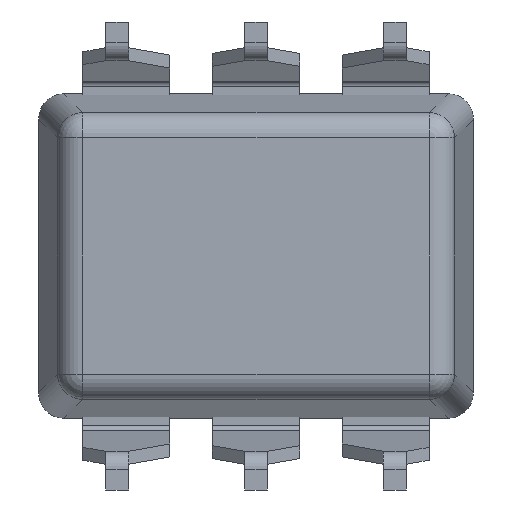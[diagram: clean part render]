
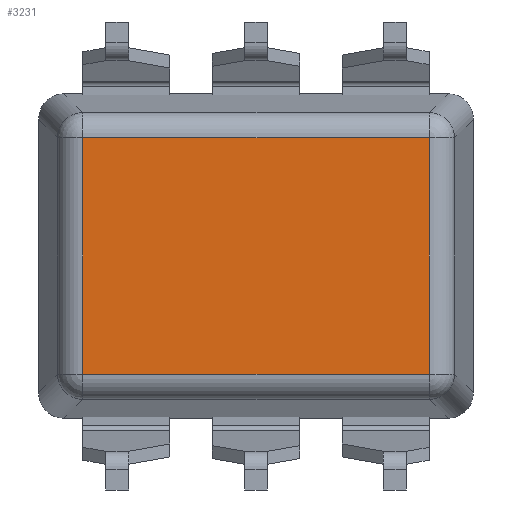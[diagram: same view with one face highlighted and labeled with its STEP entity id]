
A CAD part, front view. The second image highlights one B-rep face of the part: STEP entity #3231.
In plain terms, the highlighted planar face has unit normal (0, -1, 0).
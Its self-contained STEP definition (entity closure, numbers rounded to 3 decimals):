
#212 = VECTOR ( 'NONE', #3495, 1000. ) ;
#340 = LINE ( 'NONE', #5167, #212 ) ;
#586 = LINE ( 'NONE', #4972, #3805 ) ;
#808 = CARTESIAN_POINT ( 'NONE',  ( 4.255, 0.38, 2.316 ) ) ;
#927 = CARTESIAN_POINT ( 'NONE',  ( 4.255, 0.38, -2.736 ) ) ;
#1198 = CARTESIAN_POINT ( 'NONE',  ( -3.396, 0.38, -2.316 ) ) ;
#1359 = DIRECTION ( 'NONE',  ( 0., 0., 1. ) ) ;
#1369 = VERTEX_POINT ( 'NONE', #1394 ) ;
#1394 = CARTESIAN_POINT ( 'NONE',  ( 3.396, 0.38, 2.316 ) ) ;
#1499 = VECTOR ( 'NONE', #3837, 1000. ) ;
#1581 = CARTESIAN_POINT ( 'NONE',  ( -3.396, 0.38, 2.316 ) ) ;
#1653 = CARTESIAN_POINT ( 'NONE',  ( 3.396, 0.38, -2.316 ) ) ;
#1685 = ORIENTED_EDGE ( 'NONE', *, *, #4277, .T. ) ;
#1775 = EDGE_LOOP ( 'NONE', ( #1685, #3386, #4643, #3951 ) ) ;
#2418 = DIRECTION ( 'NONE',  ( 0., 0., 1. ) ) ;
#2849 = VERTEX_POINT ( 'NONE', #1581 ) ;
#2897 = VERTEX_POINT ( 'NONE', #1653 ) ;
#2937 = CARTESIAN_POINT ( 'NONE',  ( -3.396, 0.38, -2.736 ) ) ;
#3231 = ADVANCED_FACE ( 'NONE', ( #4776 ), #4363, .F. ) ;
#3377 = DIRECTION ( 'NONE',  ( 0., 0., -1. ) ) ;
#3386 = ORIENTED_EDGE ( 'NONE', *, *, #4659, .T. ) ;
#3495 = DIRECTION ( 'NONE',  ( 1., 0., 0. ) ) ;
#3599 = VECTOR ( 'NONE', #3377, 1000. ) ;
#3805 = VECTOR ( 'NONE', #2418, 1000. ) ;
#3837 = DIRECTION ( 'NONE',  ( -1., 0., 0. ) ) ;
#3940 = AXIS2_PLACEMENT_3D ( 'NONE', #927, #3952, #1359 ) ;
#3951 = ORIENTED_EDGE ( 'NONE', *, *, #4672, .T. ) ;
#3952 = DIRECTION ( 'NONE',  ( 0., 1., 0. ) ) ;
#4277 = EDGE_CURVE ( 'NONE', #2897, #1369, #586, .T. ) ;
#4363 = PLANE ( 'NONE',  #3940 ) ;
#4643 = ORIENTED_EDGE ( 'NONE', *, *, #5061, .T. ) ;
#4659 = EDGE_CURVE ( 'NONE', #1369, #2849, #4807, .T. ) ;
#4672 = EDGE_CURVE ( 'NONE', #5595, #2897, #340, .T. ) ;
#4776 = FACE_OUTER_BOUND ( 'NONE', #1775, .T. ) ;
#4807 = LINE ( 'NONE', #808, #1499 ) ;
#4856 = LINE ( 'NONE', #2937, #3599 ) ;
#4972 = CARTESIAN_POINT ( 'NONE',  ( 3.396, 0.38, 2.736 ) ) ;
#5061 = EDGE_CURVE ( 'NONE', #2849, #5595, #4856, .T. ) ;
#5167 = CARTESIAN_POINT ( 'NONE',  ( 4.255, 0.38, -2.316 ) ) ;
#5595 = VERTEX_POINT ( 'NONE', #1198 ) ;
